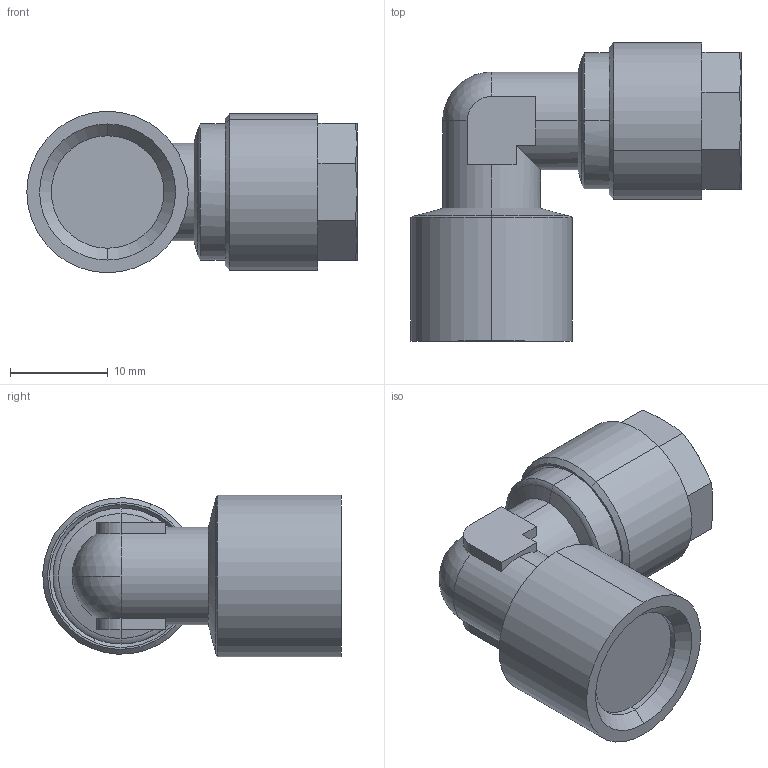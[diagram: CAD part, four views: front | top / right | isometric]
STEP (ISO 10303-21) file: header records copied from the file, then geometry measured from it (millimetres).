
FILE_DESCRIPTION (( 'STEP AP214' ), '1' );
FILE_NAME ('0112000006.step', '2012-09-28T13:24:16', ( '' ), ( '' ), 'SwSTEP 2.0', 'SolidWorks 2012', '' );
FILE_SCHEMA (( 'AUTOMOTIVE_DESIGN' ));
Length unit declared in the file: millimetre
Products named in the file (1): 0112000006
Bounding box: 33.75 x 30.49 x 16.5 mm (x, y, z)
Volume: 6907.3 mm3; surface area: 2793.6 mm2
Topology: 1 solids, 1 shells, 71 faces, 162 edges, 97 vertices
Faces by surface type: plane 28, cone 19, cylinder 16, torus 6, sphere 2
Entity records: 2813 total; most frequent: CARTESIAN_POINT 382, DIRECTION 359, ORIENTED_EDGE 324, EDGE_CURVE 162, AXIS2_PLACEMENT_3D 142, VERTEX_POINT 97, VECTOR 75, LINE 75
